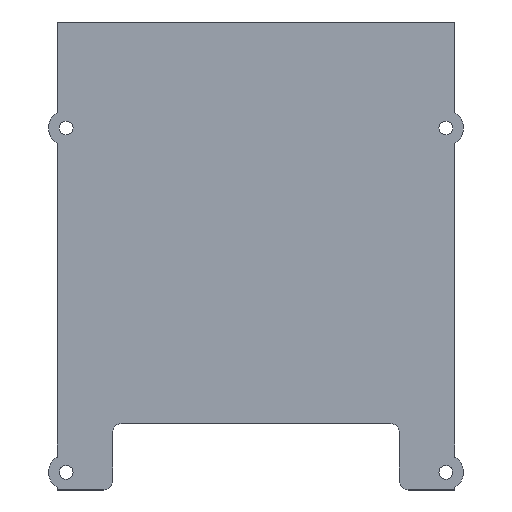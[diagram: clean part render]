
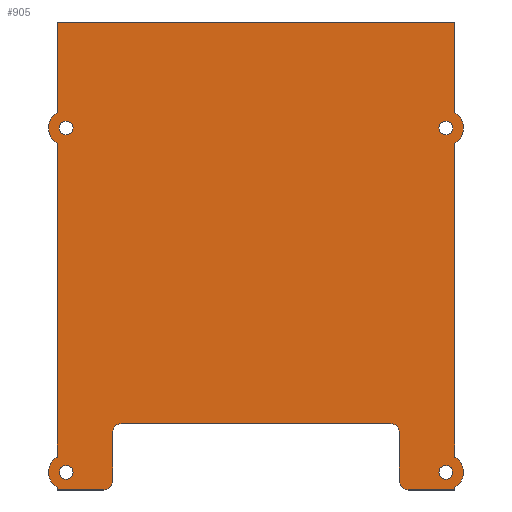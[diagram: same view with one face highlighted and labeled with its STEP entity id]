
A CAD part, top view. The second image highlights one B-rep face of the part: STEP entity #905.
In plain terms, the highlighted planar face has unit normal (0, 0, 1).
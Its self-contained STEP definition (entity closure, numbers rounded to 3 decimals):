
#43=FACE_BOUND('',#116,.T.);
#44=FACE_BOUND('',#117,.T.);
#45=FACE_BOUND('',#118,.T.);
#46=FACE_BOUND('',#119,.T.);
#59=FACE_OUTER_BOUND('',#115,.T.);
#115=EDGE_LOOP('',(#613,#614,#615,#616,#617,#618,#619,#620,#621,#622,#623,
#624,#625,#626,#627,#628,#629,#630,#631,#632));
#116=EDGE_LOOP('',(#633));
#117=EDGE_LOOP('',(#634));
#118=EDGE_LOOP('',(#635));
#119=EDGE_LOOP('',(#636));
#187=CIRCLE('',#976,4.);
#188=CIRCLE('',#977,4.);
#189=CIRCLE('',#978,2.);
#190=CIRCLE('',#979,2.);
#191=CIRCLE('',#980,2.);
#192=CIRCLE('',#981,2.);
#193=CIRCLE('',#982,4.);
#194=CIRCLE('',#983,4.);
#195=CIRCLE('',#984,1.55);
#196=CIRCLE('',#985,1.55);
#197=CIRCLE('',#986,1.55);
#198=CIRCLE('',#987,1.55);
#243=LINE('',#1393,#319);
#244=LINE('',#1397,#320);
#245=LINE('',#1401,#321);
#246=LINE('',#1403,#322);
#247=LINE('',#1407,#323);
#248=LINE('',#1411,#324);
#249=LINE('',#1415,#325);
#250=LINE('',#1419,#326);
#251=LINE('',#1421,#327);
#252=LINE('',#1425,#328);
#253=LINE('',#1429,#329);
#254=LINE('',#1430,#330);
#319=VECTOR('',#1091,10.);
#320=VECTOR('',#1094,10.);
#321=VECTOR('',#1097,10.);
#322=VECTOR('',#1098,10.);
#323=VECTOR('',#1101,10.);
#324=VECTOR('',#1104,10.);
#325=VECTOR('',#1107,10.);
#326=VECTOR('',#1110,10.);
#327=VECTOR('',#1111,10.);
#328=VECTOR('',#1114,10.);
#329=VECTOR('',#1117,10.);
#330=VECTOR('',#1118,10.);
#395=VERTEX_POINT('',#1391);
#396=VERTEX_POINT('',#1392);
#397=VERTEX_POINT('',#1394);
#398=VERTEX_POINT('',#1396);
#399=VERTEX_POINT('',#1398);
#400=VERTEX_POINT('',#1400);
#401=VERTEX_POINT('',#1402);
#402=VERTEX_POINT('',#1404);
#403=VERTEX_POINT('',#1406);
#404=VERTEX_POINT('',#1408);
#405=VERTEX_POINT('',#1410);
#406=VERTEX_POINT('',#1412);
#407=VERTEX_POINT('',#1414);
#408=VERTEX_POINT('',#1416);
#409=VERTEX_POINT('',#1418);
#410=VERTEX_POINT('',#1420);
#411=VERTEX_POINT('',#1422);
#412=VERTEX_POINT('',#1424);
#413=VERTEX_POINT('',#1426);
#414=VERTEX_POINT('',#1428);
#415=VERTEX_POINT('',#1431);
#416=VERTEX_POINT('',#1433);
#417=VERTEX_POINT('',#1435);
#418=VERTEX_POINT('',#1437);
#481=EDGE_CURVE('',#395,#396,#243,.T.);
#482=EDGE_CURVE('',#397,#395,#187,.T.);
#483=EDGE_CURVE('',#398,#397,#244,.T.);
#484=EDGE_CURVE('',#399,#398,#188,.T.);
#485=EDGE_CURVE('',#400,#399,#245,.T.);
#486=EDGE_CURVE('',#401,#400,#246,.T.);
#487=EDGE_CURVE('',#402,#401,#189,.T.);
#488=EDGE_CURVE('',#403,#402,#247,.T.);
#489=EDGE_CURVE('',#404,#403,#190,.T.);
#490=EDGE_CURVE('',#405,#404,#248,.T.);
#491=EDGE_CURVE('',#406,#405,#191,.T.);
#492=EDGE_CURVE('',#407,#406,#249,.T.);
#493=EDGE_CURVE('',#408,#407,#192,.T.);
#494=EDGE_CURVE('',#409,#408,#250,.T.);
#495=EDGE_CURVE('',#410,#409,#251,.T.);
#496=EDGE_CURVE('',#411,#410,#193,.T.);
#497=EDGE_CURVE('',#412,#411,#252,.T.);
#498=EDGE_CURVE('',#413,#412,#194,.T.);
#499=EDGE_CURVE('',#414,#413,#253,.T.);
#500=EDGE_CURVE('',#396,#414,#254,.T.);
#501=EDGE_CURVE('',#415,#415,#195,.T.);
#502=EDGE_CURVE('',#416,#416,#196,.T.);
#503=EDGE_CURVE('',#417,#417,#197,.T.);
#504=EDGE_CURVE('',#418,#418,#198,.T.);
#613=ORIENTED_EDGE('',*,*,#481,.F.);
#614=ORIENTED_EDGE('',*,*,#482,.F.);
#615=ORIENTED_EDGE('',*,*,#483,.F.);
#616=ORIENTED_EDGE('',*,*,#484,.F.);
#617=ORIENTED_EDGE('',*,*,#485,.F.);
#618=ORIENTED_EDGE('',*,*,#486,.F.);
#619=ORIENTED_EDGE('',*,*,#487,.F.);
#620=ORIENTED_EDGE('',*,*,#488,.F.);
#621=ORIENTED_EDGE('',*,*,#489,.F.);
#622=ORIENTED_EDGE('',*,*,#490,.F.);
#623=ORIENTED_EDGE('',*,*,#491,.F.);
#624=ORIENTED_EDGE('',*,*,#492,.F.);
#625=ORIENTED_EDGE('',*,*,#493,.F.);
#626=ORIENTED_EDGE('',*,*,#494,.F.);
#627=ORIENTED_EDGE('',*,*,#495,.F.);
#628=ORIENTED_EDGE('',*,*,#496,.F.);
#629=ORIENTED_EDGE('',*,*,#497,.F.);
#630=ORIENTED_EDGE('',*,*,#498,.F.);
#631=ORIENTED_EDGE('',*,*,#499,.F.);
#632=ORIENTED_EDGE('',*,*,#500,.F.);
#633=ORIENTED_EDGE('',*,*,#501,.F.);
#634=ORIENTED_EDGE('',*,*,#502,.F.);
#635=ORIENTED_EDGE('',*,*,#503,.F.);
#636=ORIENTED_EDGE('',*,*,#504,.F.);
#877=PLANE('',#975);
#905=ADVANCED_FACE('',(#59,#43,#44,#45,#46),#877,.F.);
#975=AXIS2_PLACEMENT_3D('',#1390,#1089,#1090);
#976=AXIS2_PLACEMENT_3D('',#1395,#1092,#1093);
#977=AXIS2_PLACEMENT_3D('',#1399,#1095,#1096);
#978=AXIS2_PLACEMENT_3D('',#1405,#1099,#1100);
#979=AXIS2_PLACEMENT_3D('',#1409,#1102,#1103);
#980=AXIS2_PLACEMENT_3D('',#1413,#1105,#1106);
#981=AXIS2_PLACEMENT_3D('',#1417,#1108,#1109);
#982=AXIS2_PLACEMENT_3D('',#1423,#1112,#1113);
#983=AXIS2_PLACEMENT_3D('',#1427,#1115,#1116);
#984=AXIS2_PLACEMENT_3D('',#1432,#1119,#1120);
#985=AXIS2_PLACEMENT_3D('',#1434,#1121,#1122);
#986=AXIS2_PLACEMENT_3D('',#1436,#1123,#1124);
#987=AXIS2_PLACEMENT_3D('',#1438,#1125,#1126);
#1089=DIRECTION('center_axis',(0.,0.,
-1.));
#1090=DIRECTION('ref_axis',(-1.,0.,0.));
#1091=DIRECTION('',(0.,1.,0.));
#1092=DIRECTION('center_axis',(0.,0.,
-1.));
#1093=DIRECTION('ref_axis',(-1.,0.,0.));
#1094=DIRECTION('',(0.,1.,0.));
#1095=DIRECTION('center_axis',(0.,0.,
-1.));
#1096=DIRECTION('ref_axis',(-1.,0.,0.));
#1097=DIRECTION('',(0.,1.,0.));
#1098=DIRECTION('',(-1.,0.,0.));
#1099=DIRECTION('center_axis',(0.,0.,
-1.));
#1100=DIRECTION('ref_axis',(0.707,-0.707,0.));
#1101=DIRECTION('',(0.,-1.,0.));
#1102=DIRECTION('center_axis',(0.,0.,
1.));
#1103=DIRECTION('ref_axis',(-0.707,0.707,0.));
#1104=DIRECTION('',(-1.,0.,0.));
#1105=DIRECTION('center_axis',(0.,0.,
1.));
#1106=DIRECTION('ref_axis',(0.707,0.707,0.));
#1107=DIRECTION('',(0.,1.,0.));
#1108=DIRECTION('center_axis',(0.,0.,
-1.));
#1109=DIRECTION('ref_axis',(-0.707,-0.707,0.));
#1110=DIRECTION('',(-1.,0.,0.));
#1111=DIRECTION('',(0.,-1.,0.));
#1112=DIRECTION('center_axis',(0.,0.,
-1.));
#1113=DIRECTION('ref_axis',(-1.,0.,0.));
#1114=DIRECTION('',(0.,-1.,0.));
#1115=DIRECTION('center_axis',(0.,0.,
-1.));
#1116=DIRECTION('ref_axis',(-1.,0.,0.));
#1117=DIRECTION('',(0.,-1.,0.));
#1118=DIRECTION('',(1.,0.,0.));
#1119=DIRECTION('center_axis',(0.,0.,
1.));
#1120=DIRECTION('ref_axis',(-1.,0.,0.));
#1121=DIRECTION('center_axis',(0.,0.,
1.));
#1122=DIRECTION('ref_axis',(-1.,0.,0.));
#1123=DIRECTION('center_axis',(0.,0.,
1.));
#1124=DIRECTION('ref_axis',(-1.,0.,0.));
#1125=DIRECTION('center_axis',(0.,0.,
1.));
#1126=DIRECTION('ref_axis',(-1.,0.,0.));
#1390=CARTESIAN_POINT('Origin',(-44.075,24.999,19.107));
#1391=CARTESIAN_POINT('',(-89.075,67.463,19.107));
#1392=CARTESIAN_POINT('',(-89.075,87.999,19.107));
#1393=CARTESIAN_POINT('',(-89.075,4.499,19.107));
#1394=CARTESIAN_POINT('',(-89.075,60.535,19.107));
#1395=CARTESIAN_POINT('Origin',(-87.075,63.999,19.107));
#1396=CARTESIAN_POINT('',(-89.075,-10.537,19.107));
#1397=CARTESIAN_POINT('',(-89.075,4.499,19.107));
#1398=CARTESIAN_POINT('',(-89.075,-17.465,19.107));
#1399=CARTESIAN_POINT('Origin',(-87.075,-14.001,19.107));
#1400=CARTESIAN_POINT('',(-89.075,-18.001,19.107));
#1401=CARTESIAN_POINT('',(-89.075,4.499,19.107));
#1402=CARTESIAN_POINT('',(-78.575,-18.001,19.107));
#1403=CARTESIAN_POINT('',(-67.575,-18.001,19.107));
#1404=CARTESIAN_POINT('',(-76.575,-16.001,19.107));
#1405=CARTESIAN_POINT('Origin',(-78.575,-16.001,19.107));
#1406=CARTESIAN_POINT('',(-76.575,-5.001,19.107));
#1407=CARTESIAN_POINT('',(-76.575,3.499,19.107));
#1408=CARTESIAN_POINT('',(-74.575,-3.001,19.107));
#1409=CARTESIAN_POINT('Origin',(-74.575,-5.001,19.107));
#1410=CARTESIAN_POINT('',(-13.575,-3.001,19.107));
#1411=CARTESIAN_POINT('',(-60.325,-3.001,19.107));
#1412=CARTESIAN_POINT('',(-11.575,-5.001,19.107));
#1413=CARTESIAN_POINT('Origin',(-13.575,-5.001,19.107));
#1414=CARTESIAN_POINT('',(-11.575,-16.001,19.107));
#1415=CARTESIAN_POINT('',(-11.575,10.999,19.107));
#1416=CARTESIAN_POINT('',(-9.575,-18.001,19.107));
#1417=CARTESIAN_POINT('Origin',(-9.575,-16.001,19.107));
#1418=CARTESIAN_POINT('',(0.925,-18.001,19.107));
#1419=CARTESIAN_POINT('',(-67.575,-18.001,19.107));
#1420=CARTESIAN_POINT('',(0.925,-17.465,19.107));
#1421=CARTESIAN_POINT('',(0.925,45.499,19.107));
#1422=CARTESIAN_POINT('',(0.925,-10.537,19.107));
#1423=CARTESIAN_POINT('Origin',(-1.075,-14.001,19.107));
#1424=CARTESIAN_POINT('',(0.925,60.535,19.107));
#1425=CARTESIAN_POINT('',(0.925,45.499,19.107));
#1426=CARTESIAN_POINT('',(0.925,67.463,19.107));
#1427=CARTESIAN_POINT('Origin',(-1.075,63.999,19.107));
#1428=CARTESIAN_POINT('',(0.925,87.999,19.107));
#1429=CARTESIAN_POINT('',(0.925,45.499,19.107));
#1430=CARTESIAN_POINT('',(-20.575,87.999,19.107));
#1431=CARTESIAN_POINT('',(0.475,-14.001,19.107));
#1432=CARTESIAN_POINT('Origin',(-1.075,-14.001,19.107));
#1433=CARTESIAN_POINT('',(-85.525,63.999,19.107));
#1434=CARTESIAN_POINT('Origin',(-87.075,63.999,19.107));
#1435=CARTESIAN_POINT('',(-85.525,-14.001,19.107));
#1436=CARTESIAN_POINT('Origin',(-87.075,-14.001,19.107));
#1437=CARTESIAN_POINT('',(0.475,63.999,19.107));
#1438=CARTESIAN_POINT('Origin',(-1.075,63.999,19.107));
